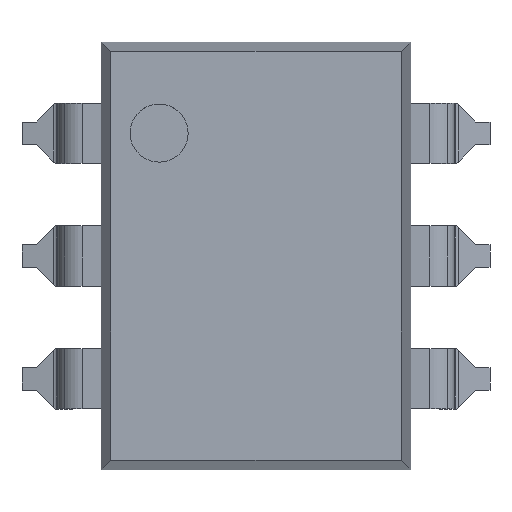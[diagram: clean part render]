
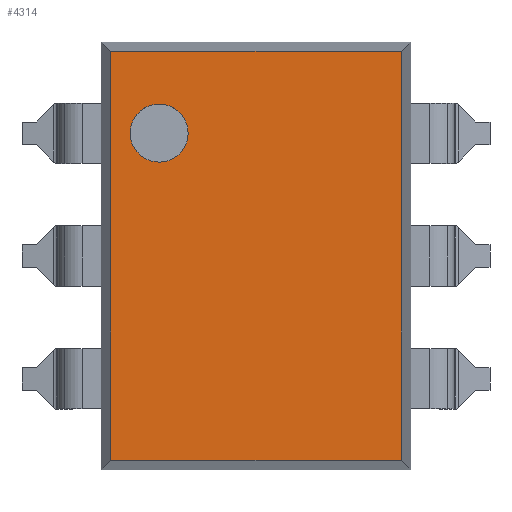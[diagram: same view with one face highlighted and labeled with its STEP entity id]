
A CAD part, top view. The second image highlights one B-rep face of the part: STEP entity #4314.
In plain terms, the highlighted planar face has unit normal (0, 0, 1).
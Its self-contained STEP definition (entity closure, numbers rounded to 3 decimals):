
#4080=CARTESIAN_POINT('',(-1.404,2.54,3.6));
#4081=VERTEX_POINT('',#4080);
#4097=CARTESIAN_POINT('',(-2.604,2.54,3.6));
#4098=VERTEX_POINT('',#4097);
#4105=CARTESIAN_POINT('',(-2.004,2.54,3.6));
#4106=DIRECTION('',(0.0,0.0,-1.0));
#4107=DIRECTION('',(1.0,0.0,0.0));
#4108=AXIS2_PLACEMENT_3D('',#4105,#4106,#4107);
#4109=CIRCLE('',#4108,0.6);
#4110=EDGE_CURVE('',#4081,#4098,#4109,.T.);
#4217=CARTESIAN_POINT('',(-3.004,4.229,3.6));
#4218=VERTEX_POINT('',#4217);
#4225=CARTESIAN_POINT('',(3.004,4.229,3.6));
#4226=VERTEX_POINT('',#4225);
#4227=CARTESIAN_POINT('',(-3.004,4.229,3.6));
#4228=DIRECTION('',(1.0,0.0,0.0));
#4229=VECTOR('',#4228,6.007);
#4230=LINE('',#4227,#4229);
#4231=EDGE_CURVE('',#4218,#4226,#4230,.T.);
#4256=CARTESIAN_POINT('',(3.004,-4.229,3.6));
#4257=VERTEX_POINT('',#4256);
#4258=CARTESIAN_POINT('',(3.004,-4.229,3.6));
#4259=DIRECTION('',(0.0,1.0,0.0));
#4260=VECTOR('',#4259,8.458);
#4261=LINE('',#4258,#4260);
#4262=EDGE_CURVE('',#4257,#4226,#4261,.T.);
#4281=CARTESIAN_POINT('',(3.004,-4.425,3.6));
#4282=DIRECTION('',(0.0,0.0,1.0));
#4283=DIRECTION('',(1.0,0.0,0.0));
#4284=AXIS2_PLACEMENT_3D('',#4281,#4282,#4283);
#4285=PLANE('',#4284);
#4286=ORIENTED_EDGE('',*,*,#4231,.F.);
#4287=CARTESIAN_POINT('',(-3.004,-4.229,3.6));
#4288=VERTEX_POINT('',#4287);
#4289=CARTESIAN_POINT('',(-3.004,-4.229,3.6));
#4290=DIRECTION('',(0.0,1.0,0.0));
#4291=VECTOR('',#4290,8.458);
#4292=LINE('',#4289,#4291);
#4293=EDGE_CURVE('',#4288,#4218,#4292,.T.);
#4294=ORIENTED_EDGE('',*,*,#4293,.F.);
#4295=CARTESIAN_POINT('',(3.004,-4.229,3.6));
#4296=DIRECTION('',(-1.0,0.0,0.0));
#4297=VECTOR('',#4296,6.007);
#4298=LINE('',#4295,#4297);
#4299=EDGE_CURVE('',#4257,#4288,#4298,.T.);
#4300=ORIENTED_EDGE('',*,*,#4299,.F.);
#4301=ORIENTED_EDGE('',*,*,#4262,.T.);
#4302=EDGE_LOOP('',(#4286,#4294,#4300,#4301));
#4303=FACE_OUTER_BOUND('',#4302,.T.);
#4304=ORIENTED_EDGE('',*,*,#4110,.T.);
#4305=CARTESIAN_POINT('',(-2.004,2.54,3.6));
#4306=DIRECTION('',(0.0,0.0,-1.0));
#4307=DIRECTION('',(1.0,0.0,0.0));
#4308=AXIS2_PLACEMENT_3D('',#4305,#4306,#4307);
#4309=CIRCLE('',#4308,0.6);
#4310=EDGE_CURVE('',#4098,#4081,#4309,.T.);
#4311=ORIENTED_EDGE('',*,*,#4310,.T.);
#4312=EDGE_LOOP('',(#4304,#4311));
#4313=FACE_BOUND('',#4312,.T.);
#4314=ADVANCED_FACE('',(#4303,#4313),#4285,.T.);
